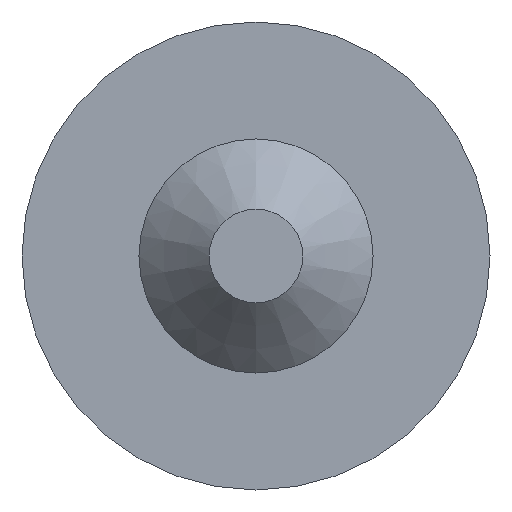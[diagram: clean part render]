
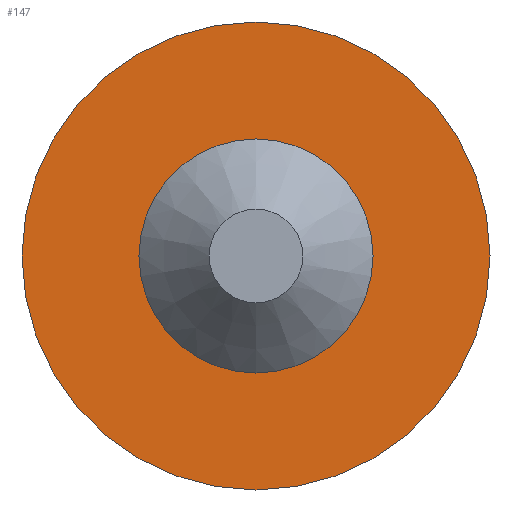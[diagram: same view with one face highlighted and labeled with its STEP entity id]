
A CAD part, front view. The second image highlights one B-rep face of the part: STEP entity #147.
In plain terms, the highlighted planar face has unit normal (0, -1, 0).
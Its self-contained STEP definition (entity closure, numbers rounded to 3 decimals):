
#15=FACE_BOUND('',#40,.T.);
#19=PLANE('',#186);
#30=FACE_OUTER_BOUND('',#39,.T.);
#39=EDGE_LOOP('',(#125,#126));
#40=EDGE_LOOP('',(#127,#128));
#62=CIRCLE('',#184,1.);
#63=CIRCLE('',#185,1.);
#64=CIRCLE('',#187,2.);
#65=CIRCLE('',#188,2.);
#76=VERTEX_POINT('',#272);
#77=VERTEX_POINT('',#273);
#78=VERTEX_POINT('',#278);
#79=VERTEX_POINT('',#279);
#93=EDGE_CURVE('',#76,#77,#62,.T.);
#94=EDGE_CURVE('',#77,#76,#63,.T.);
#96=EDGE_CURVE('',#78,#79,#64,.T.);
#97=EDGE_CURVE('',#79,#78,#65,.T.);
#125=ORIENTED_EDGE('',*,*,#96,.F.);
#126=ORIENTED_EDGE('',*,*,#97,.F.);
#127=ORIENTED_EDGE('',*,*,#93,.T.);
#128=ORIENTED_EDGE('',*,*,#94,.T.);
#147=ADVANCED_FACE('',(#30,#15),#19,.T.);
#184=AXIS2_PLACEMENT_3D('',#274,#226,#227);
#185=AXIS2_PLACEMENT_3D('',#275,#228,#229);
#186=AXIS2_PLACEMENT_3D('',#277,#231,#232);
#187=AXIS2_PLACEMENT_3D('',#280,#233,#234);
#188=AXIS2_PLACEMENT_3D('',#281,#235,#236);
#226=DIRECTION('center_axis',(0.,1.,0.));
#227=DIRECTION('ref_axis',(1.,0.,0.));
#228=DIRECTION('center_axis',(0.,1.,0.));
#229=DIRECTION('ref_axis',(1.,0.,0.));
#231=DIRECTION('center_axis',(0.,-1.,0.));
#232=DIRECTION('ref_axis',(0.,0.,-1.));
#233=DIRECTION('center_axis',(0.,1.,0.));
#234=DIRECTION('ref_axis',(1.,0.,0.));
#235=DIRECTION('center_axis',(0.,1.,0.));
#236=DIRECTION('ref_axis',(1.,0.,0.));
#272=CARTESIAN_POINT('',(0.,10.,1.));
#273=CARTESIAN_POINT('',(0.,10.,-1.));
#274=CARTESIAN_POINT('Origin',(0.,10.,0.));
#275=CARTESIAN_POINT('Origin',(0.,10.,0.));
#277=CARTESIAN_POINT('Origin',(0.,10.,2.));
#278=CARTESIAN_POINT('',(0.,10.,2.));
#279=CARTESIAN_POINT('',(0.,10.,-2.));
#280=CARTESIAN_POINT('Origin',(0.,10.,0.));
#281=CARTESIAN_POINT('Origin',(0.,10.,0.));
